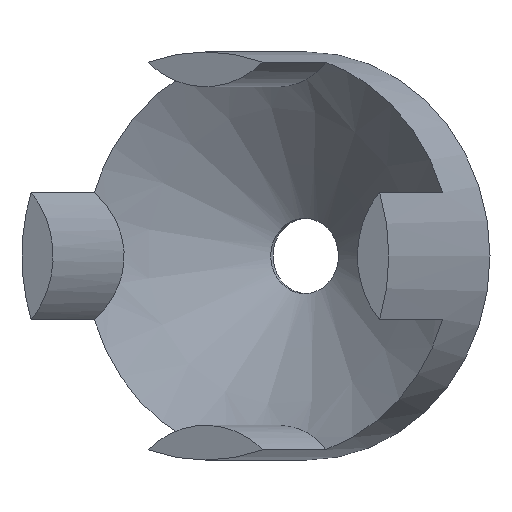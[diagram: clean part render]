
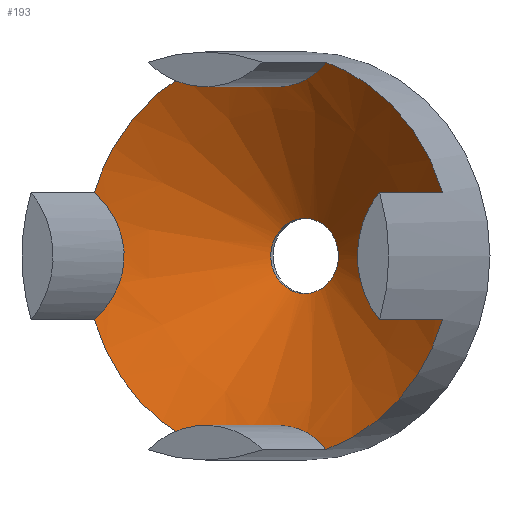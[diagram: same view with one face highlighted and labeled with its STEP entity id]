
A CAD part, front view. The second image highlights one B-rep face of the part: STEP entity #193.
In plain terms, the highlighted conical face has half-angle 63.878 degrees and reference radius 48.718 mm.
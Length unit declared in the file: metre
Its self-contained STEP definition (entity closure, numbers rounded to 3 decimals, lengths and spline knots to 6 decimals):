
#12=CONICAL_SURFACE('',#228,0.048718,1.115);
#23=B_SPLINE_CURVE_WITH_KNOTS('',3,(#288,#289,#290,#291,#292,#293,#294,
#295,#296),.UNSPECIFIED.,.F.,.F.,(4,1,1,1,1,1,4),(0.030992,0.03774,
0.041114,0.044488,0.047862,0.051236,
0.057983),.UNSPECIFIED.);
#26=B_SPLINE_CURVE_WITH_KNOTS('',3,(#310,#311,#312,#313,#314,#315,#316,
#317),.UNSPECIFIED.,.F.,.F.,(4,1,1,1,1,4),(0.166889,0.173624,
0.18036,0.183727,0.187095,0.19383),
 .UNSPECIFIED.);
#29=B_SPLINE_CURVE_WITH_KNOTS('',3,(#331,#332,#333,#334,#335,#336,#337,
#338,#339),.UNSPECIFIED.,.F.,.F.,(4,1,1,1,1,1,4),(0.121566,0.128307,
0.135049,0.13842,0.141791,0.145162,
0.148533),.UNSPECIFIED.);
#32=B_SPLINE_CURVE_WITH_KNOTS('',3,(#353,#354,#355,#356,#357,#358,#359,
#360,#361,#362),.UNSPECIFIED.,.F.,.F.,(4,1,1,1,1,1,1,4),(0.076274,
0.079646,0.083018,0.08639,0.089762,
0.096506,0.099878,0.10325),.UNSPECIFIED.);
#34=B_SPLINE_CURVE_WITH_KNOTS('',3,(#380,#381,#382,#383,#384,#385,#386,
#387),.UNSPECIFIED.,.F.,.F.,(4,1,1,1,1,4),(0.018408,0.023513,
0.028618,0.03117,0.033722,0.038827),
 .UNSPECIFIED.);
#35=B_SPLINE_CURVE_WITH_KNOTS('',3,(#389,#390,#391,#392,#393,#394,#395,
#396),.UNSPECIFIED.,.F.,.F.,(4,1,1,1,1,4),(0.018425,0.023517,
0.02861,0.031156,0.033702,0.038795),
 .UNSPECIFIED.);
#36=B_SPLINE_CURVE_WITH_KNOTS('',3,(#398,#399,#400,#401,#402,#403,#404,
#405),.UNSPECIFIED.,.F.,.F.,(4,1,1,1,1,4),(0.018376,0.023493,
0.02861,0.031168,0.033726,0.038843),
 .UNSPECIFIED.);
#37=B_SPLINE_CURVE_WITH_KNOTS('',3,(#407,#408,#409,#410,#411,#412,#413,
#414),.UNSPECIFIED.,.F.,.F.,(4,1,1,1,1,4),(0.018392,0.023497,
0.028602,0.031154,0.033706,0.038811),
 .UNSPECIFIED.);
#38=B_SPLINE_CURVE_WITH_KNOTS('',3,(#416,#417,#418,#419,#420,#421,#422,
#423,#424,#425,#426),.UNSPECIFIED.,.T.,.F.,(1,1,1,1,1,1,1,1,1,1,1,1,1,1,
1),(-0.012535,-0.008357,-0.004178,0.,
0.004178,0.008357,0.012535,0.016714,
0.020892,0.02507,0.029249,0.033427,
0.037605,0.041784,0.045962),.UNSPECIFIED.);
#82=ORIENTED_EDGE('',*,*,#119,.T.);
#83=ORIENTED_EDGE('',*,*,#96,.T.);
#84=ORIENTED_EDGE('',*,*,#116,.T.);
#85=ORIENTED_EDGE('',*,*,#108,.T.);
#86=ORIENTED_EDGE('',*,*,#115,.T.);
#87=ORIENTED_EDGE('',*,*,#104,.T.);
#88=ORIENTED_EDGE('',*,*,#117,.T.);
#89=ORIENTED_EDGE('',*,*,#100,.T.);
#90=ORIENTED_EDGE('',*,*,#118,.T.);
#96=EDGE_CURVE('',#124,#123,#23,.T.);
#100=EDGE_CURVE('',#128,#127,#26,.T.);
#104=EDGE_CURVE('',#132,#131,#29,.T.);
#108=EDGE_CURVE('',#136,#135,#32,.T.);
#115=EDGE_CURVE('',#135,#132,#34,.T.);
#116=EDGE_CURVE('',#123,#136,#35,.T.);
#117=EDGE_CURVE('',#131,#128,#36,.T.);
#118=EDGE_CURVE('',#127,#124,#37,.T.);
#119=EDGE_CURVE('',#138,#138,#38,.T.);
#123=VERTEX_POINT('',#287);
#124=VERTEX_POINT('',#297);
#127=VERTEX_POINT('',#309);
#128=VERTEX_POINT('',#318);
#131=VERTEX_POINT('',#330);
#132=VERTEX_POINT('',#340);
#135=VERTEX_POINT('',#352);
#136=VERTEX_POINT('',#363);
#138=VERTEX_POINT('',#427);
#157=EDGE_LOOP('',(#82));
#158=EDGE_LOOP('',(#83,#84,#85,#86,#87,#88,#89,#90));
#173=FACE_BOUND('',#157,.T.);
#174=FACE_BOUND('',#158,.T.);
#193=ADVANCED_FACE('',(#173,#174),#12,.F.);
#228=AXIS2_PLACEMENT_3D('',#415,#272,#273);
#272=DIRECTION('',(-0.44,-0.898,0.));
#273=DIRECTION('',(0.898,-0.44,0.));
#287=CARTESIAN_POINT('',(0.094467,-0.020674,-0.022235));
#288=CARTESIAN_POINT('',(0.077884,-0.01255,-0.040722));
#289=CARTESIAN_POINT('',(0.079814,-0.013495,-0.040015));
#290=CARTESIAN_POINT('',(0.082564,-0.014843,-0.038595));
#291=CARTESIAN_POINT('',(0.085929,-0.016492,-0.035974));
#292=CARTESIAN_POINT('',(0.088188,-0.017598,-0.033731));
#293=CARTESIAN_POINT('',(0.090214,-0.018591,-0.031198));
#294=CARTESIAN_POINT('',(0.092558,-0.019739,-0.027454));
#295=CARTESIAN_POINT('',(0.093829,-0.020362,-0.024398));
#296=CARTESIAN_POINT('',(0.094467,-0.020674,-0.022235));
#297=CARTESIAN_POINT('',(0.077884,-0.01255,-0.040722));
#309=CARTESIAN_POINT('',(0.06163,-0.004587,-0.040732));
#310=CARTESIAN_POINT('',(0.045031,0.003546,-0.022269));
#311=CARTESIAN_POINT('',(0.045666,0.003235,-0.024415));
#312=CARTESIAN_POINT('',(0.047366,0.002402,-0.028498));
#313=CARTESIAN_POINT('',(0.05055,0.000842,-0.032999));
#314=CARTESIAN_POINT('',(0.053609,-0.000656,-0.036016));
#315=CARTESIAN_POINT('',(0.056907,-0.002273,-0.038581));
#316=CARTESIAN_POINT('',(0.059711,-0.003646,-0.040031));
#317=CARTESIAN_POINT('',(0.06163,-0.004587,-0.040732));
#318=CARTESIAN_POINT('',(0.045031,0.003546,-0.022269));
#330=CARTESIAN_POINT('',(0.045031,0.003546,-0.004135));
#331=CARTESIAN_POINT('',(0.06163,-0.004587,0.014328));
#332=CARTESIAN_POINT('',(0.059713,-0.003647,0.013628));
#333=CARTESIAN_POINT('',(0.055977,-0.001817,0.011696));
#334=CARTESIAN_POINT('',(0.052008,0.000128,0.008211));
#335=CARTESIAN_POINT('',(0.049279,0.001465,0.0048));
#336=CARTESIAN_POINT('',(0.047547,0.002314,0.00204));
#337=CARTESIAN_POINT('',(0.046102,0.003021,-0.00094));
#338=CARTESIAN_POINT('',(0.045347,0.003391,-0.003065));
#339=CARTESIAN_POINT('',(0.045031,0.003546,-0.004135));
#340=CARTESIAN_POINT('',(0.06163,-0.004587,0.014328));
#352=CARTESIAN_POINT('',(0.077884,-0.01255,0.014318));
#353=CARTESIAN_POINT('',(0.094467,-0.020674,-0.004169));
#354=CARTESIAN_POINT('',(0.09415,-0.020519,-0.003094));
#355=CARTESIAN_POINT('',(0.093395,-0.02015,-0.000966));
#356=CARTESIAN_POINT('',(0.091961,-0.019447,0.002003));
#357=CARTESIAN_POINT('',(0.090224,-0.018596,0.004779));
#358=CARTESIAN_POINT('',(0.087499,-0.017261,0.008191));
#359=CARTESIAN_POINT('',(0.08433,-0.015708,0.010979));
#360=CARTESIAN_POINT('',(0.080718,-0.013938,0.013143));
#361=CARTESIAN_POINT('',(0.078844,-0.01302,0.013967));
#362=CARTESIAN_POINT('',(0.077884,-0.01255,0.014318));
#363=CARTESIAN_POINT('',(0.094467,-0.020674,-0.004169));
#380=CARTESIAN_POINT('',(0.077884,-0.01255,0.014318));
#381=CARTESIAN_POINT('',(0.077138,-0.011442,0.01327));
#382=CARTESIAN_POINT('',(0.075196,-0.009129,0.011509));
#383=CARTESIAN_POINT('',(0.071676,-0.006667,0.010665));
#384=CARTESIAN_POINT('',(0.068469,-0.005379,0.010996));
#385=CARTESIAN_POINT('',(0.065246,-0.00459,0.011947));
#386=CARTESIAN_POINT('',(0.062973,-0.004497,0.01327));
#387=CARTESIAN_POINT('',(0.06163,-0.004587,0.014328));
#389=CARTESIAN_POINT('',(0.094467,-0.020674,-0.022235));
#390=CARTESIAN_POINT('',(0.093821,-0.019618,-0.021079));
#391=CARTESIAN_POINT('',(0.092782,-0.017751,-0.018322));
#392=CARTESIAN_POINT('',(0.092316,-0.016789,-0.014088));
#393=CARTESIAN_POINT('',(0.092498,-0.01716,-0.01065));
#394=CARTESIAN_POINT('',(0.093036,-0.018211,-0.007415));
#395=CARTESIAN_POINT('',(0.093816,-0.01961,-0.005335));
#396=CARTESIAN_POINT('',(0.094467,-0.020674,-0.004169));
#398=CARTESIAN_POINT('',(0.045031,0.003546,-0.004135));
#399=CARTESIAN_POINT('',(0.046271,0.003682,-0.005294));
#400=CARTESIAN_POINT('',(0.0484,0.004006,-0.008058));
#401=CARTESIAN_POINT('',(0.049457,0.004229,-0.012311));
#402=CARTESIAN_POINT('',(0.049048,0.004145,-0.015766));
#403=CARTESIAN_POINT('',(0.047877,0.003925,-0.019015));
#404=CARTESIAN_POINT('',(0.046281,0.003683,-0.021101));
#405=CARTESIAN_POINT('',(0.045031,0.003546,-0.022269));
#407=CARTESIAN_POINT('',(0.06163,-0.004587,-0.040732));
#408=CARTESIAN_POINT('',(0.062962,-0.004498,-0.039682));
#409=CARTESIAN_POINT('',(0.065979,-0.004614,-0.037919));
#410=CARTESIAN_POINT('',(0.070081,-0.005885,-0.03707));
#411=CARTESIAN_POINT('',(0.073064,-0.00763,-0.037396));
#412=CARTESIAN_POINT('',(0.075664,-0.009693,-0.038344));
#413=CARTESIAN_POINT('',(0.077132,-0.011433,-0.039665));
#414=CARTESIAN_POINT('',(0.077884,-0.01255,-0.040722));
#415=CARTESIAN_POINT('',(0.0655,-0.017263,-0.013202));
#416=CARTESIAN_POINT('',(0.073871,0.002319,-0.019024));
#417=CARTESIAN_POINT('',(0.070463,0.003991,-0.016531));
#418=CARTESIAN_POINT('',(0.069641,0.004394,-0.012089));
#419=CARTESIAN_POINT('',(0.071873,0.003299,-0.008304));
#420=CARTESIAN_POINT('',(0.07586,0.001344,-0.007381));
#421=CARTESIAN_POINT('',(0.079264,-0.000326,-0.009872));
#422=CARTESIAN_POINT('',(0.08009,-0.000731,-0.014307));
#423=CARTESIAN_POINT('',(0.077858,0.000364,-0.0181));
#424=CARTESIAN_POINT('',(0.073871,0.002319,-0.019024));
#425=CARTESIAN_POINT('',(0.070463,0.003991,-0.016531));
#426=CARTESIAN_POINT('',(0.069641,0.004394,-0.012089));
#427=CARTESIAN_POINT('',(0.070894,0.00378,-0.016206));
